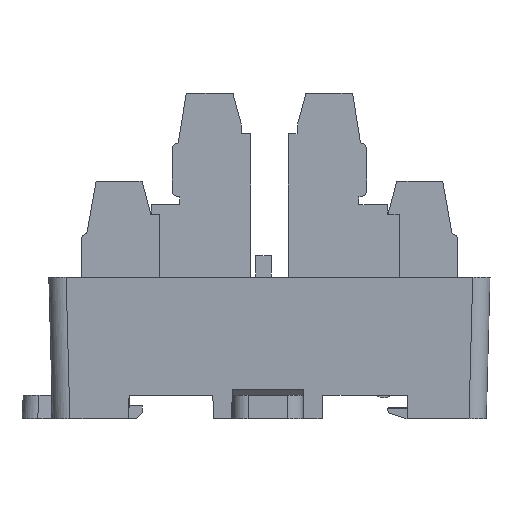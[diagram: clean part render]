
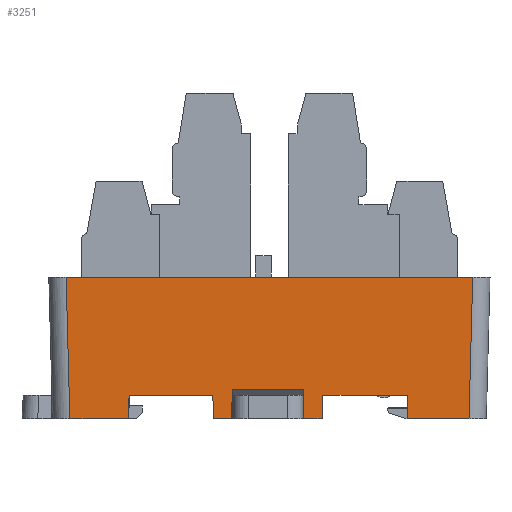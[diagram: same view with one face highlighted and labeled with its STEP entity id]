
A CAD part, left-side view. The second image highlights one B-rep face of the part: STEP entity #3251.
In plain terms, the highlighted planar face has unit normal (-1, 0, -0.026).
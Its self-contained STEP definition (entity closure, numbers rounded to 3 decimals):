
#1869=FACE_OUTER_BOUND('',#6998,.T.);
#3251=ADVANCED_FACE('',(#1869),#4741,.T.);
#4741=PLANE('',#28817);
#6998=EDGE_LOOP('',(#9322,#9323,#9324,#9325,#9326,#9327,#9328,#9329,#9330,
#9331,#9332,#9333,#9334,#9335,#9336,#9337));
#9322=ORIENTED_EDGE('',*,*,#19135,.T.);
#9323=ORIENTED_EDGE('',*,*,#19379,.F.);
#9324=ORIENTED_EDGE('',*,*,#19380,.T.);
#9325=ORIENTED_EDGE('',*,*,#19381,.F.);
#9326=ORIENTED_EDGE('',*,*,#19382,.T.);
#9327=ORIENTED_EDGE('',*,*,#19383,.F.);
#9328=ORIENTED_EDGE('',*,*,#19384,.T.);
#9329=ORIENTED_EDGE('',*,*,#19385,.T.);
#9330=ORIENTED_EDGE('',*,*,#19121,.T.);
#9331=ORIENTED_EDGE('',*,*,#19374,.T.);
#9332=ORIENTED_EDGE('',*,*,#19307,.T.);
#9333=ORIENTED_EDGE('',*,*,#19377,.T.);
#9334=ORIENTED_EDGE('',*,*,#19242,.F.);
#9335=ORIENTED_EDGE('',*,*,#19378,.T.);
#9336=ORIENTED_EDGE('',*,*,#19303,.T.);
#9337=ORIENTED_EDGE('',*,*,#19320,.F.);
#16554=VERTEX_POINT('',#38292);
#16555=VERTEX_POINT('',#38294);
#16568=VERTEX_POINT('',#38320);
#16569=VERTEX_POINT('',#38322);
#16655=VERTEX_POINT('',#38536);
#16656=VERTEX_POINT('',#38538);
#16689=VERTEX_POINT('',#38653);
#16690=VERTEX_POINT('',#38655);
#16693=VERTEX_POINT('',#38662);
#16694=VERTEX_POINT('',#38664);
#16731=VERTEX_POINT('',#38808);
#16732=VERTEX_POINT('',#38810);
#16733=VERTEX_POINT('',#38812);
#16734=VERTEX_POINT('',#38814);
#16735=VERTEX_POINT('',#38816);
#16736=VERTEX_POINT('',#38818);
#19121=EDGE_CURVE('',#16555,#16554,#22934,.T.);
#19135=EDGE_CURVE('',#16569,#16568,#22946,.T.);
#19242=EDGE_CURVE('',#16655,#16656,#23049,.T.);
#19303=EDGE_CURVE('',#16690,#16689,#23105,.T.);
#19307=EDGE_CURVE('',#16694,#16693,#23107,.T.);
#19320=EDGE_CURVE('',#16569,#16689,#23119,.T.);
#19374=EDGE_CURVE('',#16554,#16694,#23173,.T.);
#19377=EDGE_CURVE('',#16693,#16656,#23176,.T.);
#19378=EDGE_CURVE('',#16655,#16690,#23177,.T.);
#19379=EDGE_CURVE('',#16731,#16568,#23178,.T.);
#19380=EDGE_CURVE('',#16731,#16732,#23179,.T.);
#19381=EDGE_CURVE('',#16733,#16732,#23180,.T.);
#19382=EDGE_CURVE('',#16733,#16734,#23181,.T.);
#19383=EDGE_CURVE('',#16735,#16734,#23182,.T.);
#19384=EDGE_CURVE('',#16735,#16736,#23183,.T.);
#19385=EDGE_CURVE('',#16736,#16555,#23184,.T.);
#22934=LINE('',#38293,#25924);
#22946=LINE('',#38321,#25936);
#23049=LINE('',#38537,#26039);
#23105=LINE('',#38654,#26095);
#23107=LINE('',#38663,#26097);
#23119=LINE('',#38688,#26109);
#23173=LINE('',#38796,#26163);
#23176=LINE('',#38801,#26166);
#23177=LINE('',#38805,#26167);
#23178=LINE('',#38807,#26168);
#23179=LINE('',#38809,#26169);
#23180=LINE('',#38811,#26170);
#23181=LINE('',#38813,#26171);
#23182=LINE('',#38815,#26172);
#23183=LINE('',#38817,#26173);
#23184=LINE('',#38819,#26174);
#25924=VECTOR('',#30934,1.);
#25936=VECTOR('',#30950,1.);
#26039=VECTOR('',#31105,1.);
#26095=VECTOR('',#31215,1.);
#26097=VECTOR('',#31223,1.);
#26109=VECTOR('',#31243,1.);
#26163=VECTOR('',#31349,1.);
#26166=VECTOR('',#31356,1.);
#26167=VECTOR('',#31363,1.);
#26168=VECTOR('',#31366,1.);
#26169=VECTOR('',#31367,1.);
#26170=VECTOR('',#31368,1.);
#26171=VECTOR('',#31369,1.);
#26172=VECTOR('',#31370,1.);
#26173=VECTOR('',#31371,1.);
#26174=VECTOR('',#31372,1.);
#28817=AXIS2_PLACEMENT_3D('',#38820,#31373,#31374);
#30934=DIRECTION('',(0.,-1.,0.));
#30950=DIRECTION('',(0.,-1.,0.));
#31105=DIRECTION('',(0.,-1.,0.));
#31215=DIRECTION('',(0.,-1.,0.));
#31223=DIRECTION('',(0.,-1.,0.));
#31243=DIRECTION('',(0.026,0.017,-1.));
#31349=DIRECTION('',(0.026,-0.017,-1.));
#31356=DIRECTION('',(-0.026,-0.026,0.999));
#31363=DIRECTION('',(0.026,-0.026,-0.999));
#31366=DIRECTION('',(-0.026,0.035,0.999));
#31367=DIRECTION('',(0.,-1.,0.));
#31368=DIRECTION('',(0.026,0.009,-1.));
#31369=DIRECTION('',(0.,-1.,0.));
#31370=DIRECTION('',(-0.026,0.009,1.));
#31371=DIRECTION('',(0.,-1.,0.));
#31372=DIRECTION('',(-0.026,-0.035,0.999));
#31373=DIRECTION('',(-1.,0.,-0.026));
#31374=DIRECTION('',(-0.026,0.,1.));
#38292=CARTESIAN_POINT('',(-23.557,52.296,-13.25));
#38293=CARTESIAN_POINT('',(-23.557,70.046,-13.25));
#38294=CARTESIAN_POINT('',(-23.557,63.046,-13.25));
#38320=CARTESIAN_POINT('',(-23.557,77.046,-13.25));
#38321=CARTESIAN_POINT('',(-23.557,70.046,-13.25));
#38322=CARTESIAN_POINT('',(-23.557,87.696,-13.25));
#38536=CARTESIAN_POINT('',(-23.95,95.697,1.75));
#38537=CARTESIAN_POINT('',(-23.95,69.546,1.75));
#38538=CARTESIAN_POINT('',(-23.95,43.995,1.75));
#38653=CARTESIAN_POINT('',(-23.479,87.748,-16.25));
#38654=CARTESIAN_POINT('',(-23.479,70.046,-16.25));
#38655=CARTESIAN_POINT('',(-23.479,95.225,-16.25));
#38662=CARTESIAN_POINT('',(-23.479,44.466,-16.25));
#38663=CARTESIAN_POINT('',(-23.479,69.546,-16.25));
#38664=CARTESIAN_POINT('',(-23.479,52.243,-16.25));
#38688=CARTESIAN_POINT('',(-23.526,87.717,-14.454));
#38796=CARTESIAN_POINT('',(-23.958,52.563,2.044));
#38801=CARTESIAN_POINT('',(-23.933,44.012,1.09));
#38805=CARTESIAN_POINT('',(-23.933,95.679,1.09));
#38807=CARTESIAN_POINT('',(-23.526,77.004,-14.452));
#38808=CARTESIAN_POINT('',(-23.479,76.941,-16.25));
#38809=CARTESIAN_POINT('',(-23.479,70.046,-16.25));
#38810=CARTESIAN_POINT('',(-23.479,74.622,-16.25));
#38811=CARTESIAN_POINT('',(-23.951,74.465,1.79));
#38812=CARTESIAN_POINT('',(-23.576,74.589,-12.524));
#38813=CARTESIAN_POINT('',(-23.576,-139.399,-12.524));
#38814=CARTESIAN_POINT('',(-23.576,65.502,-12.524));
#38815=CARTESIAN_POINT('',(-23.951,65.627,1.782));
#38816=CARTESIAN_POINT('',(-23.479,65.47,-16.25));
#38817=CARTESIAN_POINT('',(-23.479,70.046,-16.25));
#38818=CARTESIAN_POINT('',(-23.479,63.151,-16.25));
#38819=CARTESIAN_POINT('',(-23.944,62.531,1.503));
#38820=CARTESIAN_POINT('',(-23.95,69.546,1.747));
